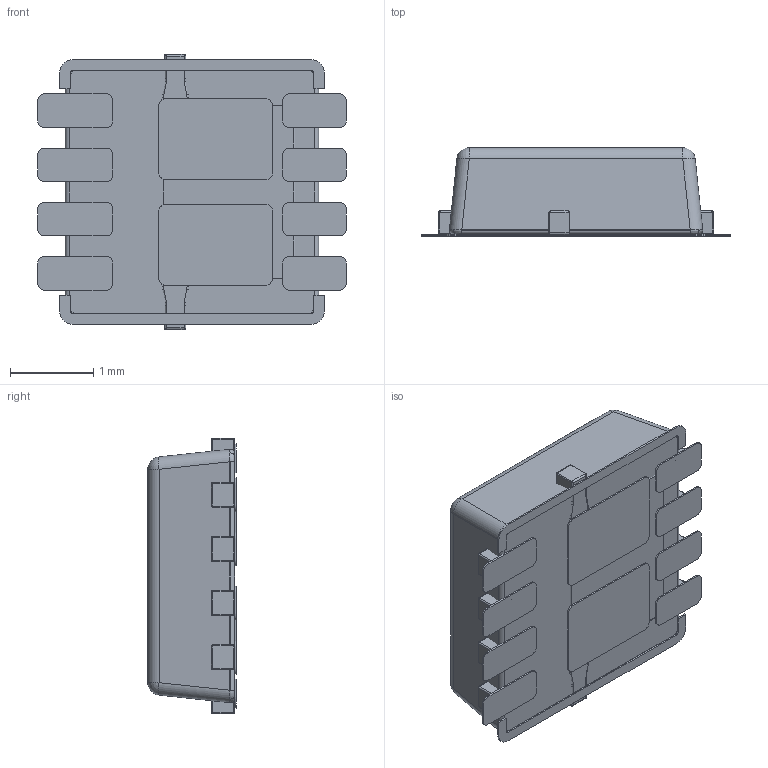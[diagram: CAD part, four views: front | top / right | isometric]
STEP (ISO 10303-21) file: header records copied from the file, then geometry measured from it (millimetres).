
FILE_DESCRIPTION (( 'STEP AP214' ), '1' );
FILE_NAME ('PowerPAK 1212-8.STEP', '2022-03-05T02:27:54', ( '' ), ( '' ), 'SwSTEP 2.0', 'SolidWorks 2020', '' );
FILE_SCHEMA (( 'AUTOMOTIVE_DESIGN' ));
Length unit declared in the file: millimetre
Products named in the file (1): PowerPAK 1212-8
Bounding box: 3.7 x 1.06 x 3.3 mm (x, y, z)
Volume: 10.4 mm3; surface area: 56.2 mm2
Topology: 18 solids, 18 shells, 682 faces, 1663 edges, 978 vertices
Faces by surface type: plane 239, cylinder 208, bspline 195, torus 36, sphere 4
Entity records: 33494 total; most frequent: CARTESIAN_POINT 11555, ORIENTED_EDGE 3206, DIRECTION 2521, EDGE_CURVE 1603, VERTEX_POINT 978, LINE 881, VECTOR 881, AXIS2_PLACEMENT_3D 820
